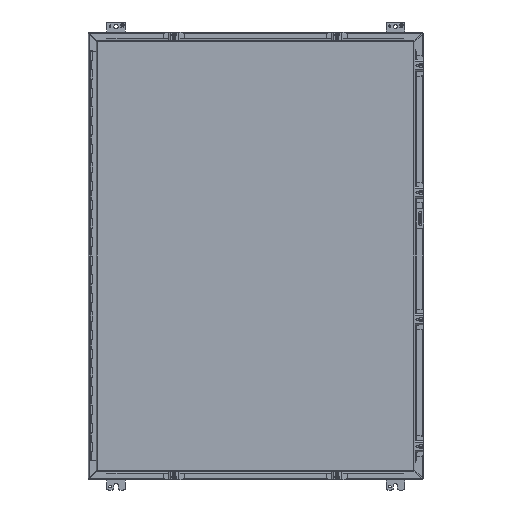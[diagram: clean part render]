
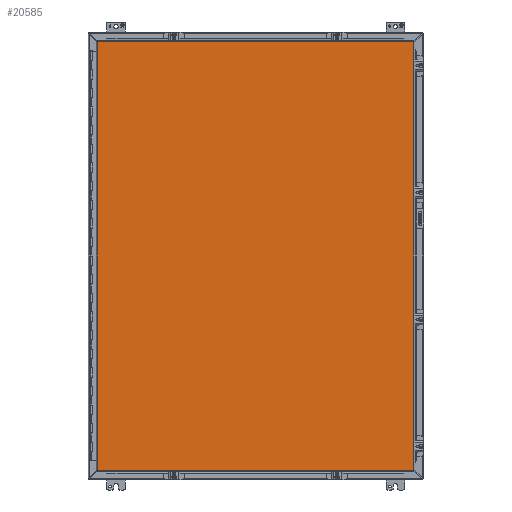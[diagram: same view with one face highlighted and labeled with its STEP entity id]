
A CAD part, front view. The second image highlights one B-rep face of the part: STEP entity #20585.
In plain terms, the highlighted planar face has unit normal (0, -1, 0).
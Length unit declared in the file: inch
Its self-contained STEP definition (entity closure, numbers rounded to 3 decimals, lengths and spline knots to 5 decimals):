
#3120 = VERTEX_POINT ( 'NONE', #23195 ) ;
#4167 = DIRECTION ( 'NONE',  ( 0., 0., -1. ) ) ;
#14755 = FACE_OUTER_BOUND ( 'NONE', #50956, .T. ) ;
#15065 = ORIENTED_EDGE ( 'NONE', *, *, #43413, .F. ) ;
#15236 = CARTESIAN_POINT ( 'NONE',  ( 16.955, -9.21, -22.9945 ) ) ;
#15935 = DIRECTION ( 'NONE',  ( 0., 0., 1. ) ) ;
#20585 = ADVANCED_FACE ( 'NONE', ( #14755 ), #38068, .T. ) ;
#20880 = CARTESIAN_POINT ( 'NONE',  ( -17.017, -9.21, -22.9945 ) ) ;
#22385 = LINE ( 'NONE', #20880, #56871 ) ;
#23195 = CARTESIAN_POINT ( 'NONE',  ( 16.955, -9.21, 22.9945 ) ) ;
#24926 = ORIENTED_EDGE ( 'NONE', *, *, #43368, .F. ) ;
#25815 = VECTOR ( 'NONE', #70555, 39.37008 ) ;
#31609 = ORIENTED_EDGE ( 'NONE', *, *, #35303, .F. ) ;
#32808 = DIRECTION ( 'NONE',  ( -1., 0., 0. ) ) ;
#35303 = EDGE_CURVE ( 'NONE', #57737, #57783, #22385, .T. ) ;
#37317 = DIRECTION ( 'NONE',  ( 0., 0., -1. ) ) ;
#37702 = DIRECTION ( 'NONE',  ( 0., -1., 0. ) ) ;
#38068 = PLANE ( 'NONE',  #44802 ) ;
#40102 = LINE ( 'NONE', #50412, #55162 ) ;
#41513 = CARTESIAN_POINT ( 'NONE',  ( -17.017, -9.21, 22.9945 ) ) ;
#43368 = EDGE_CURVE ( 'NONE', #3120, #67524, #40102, .T. ) ;
#43413 = EDGE_CURVE ( 'NONE', #57783, #3120, #47600, .T. ) ;
#44802 = AXIS2_PLACEMENT_3D ( 'NONE', #60267, #37702, #37317 ) ;
#47405 = ORIENTED_EDGE ( 'NONE', *, *, #54584, .F. ) ;
#47600 = LINE ( 'NONE', #41513, #25815 ) ;
#50412 = CARTESIAN_POINT ( 'NONE',  ( 16.955, -9.21, 22.9945 ) ) ;
#50956 = EDGE_LOOP ( 'NONE', ( #24926, #15065, #31609, #47405 ) ) ;
#54584 = EDGE_CURVE ( 'NONE', #67524, #57737, #67597, .T. ) ;
#55162 = VECTOR ( 'NONE', #4167, 39.37008 ) ;
#56871 = VECTOR ( 'NONE', #15935, 39.37008 ) ;
#57237 = VECTOR ( 'NONE', #32808, 39.37008 ) ;
#57737 = VERTEX_POINT ( 'NONE', #72950 ) ;
#57783 = VERTEX_POINT ( 'NONE', #70599 ) ;
#60267 = CARTESIAN_POINT ( 'NONE',  ( -17.017, -9.21, -22.9945 ) ) ;
#67524 = VERTEX_POINT ( 'NONE', #69513 ) ;
#67597 = LINE ( 'NONE', #15236, #57237 ) ;
#69513 = CARTESIAN_POINT ( 'NONE',  ( 16.955, -9.21, -22.9945 ) ) ;
#70555 = DIRECTION ( 'NONE',  ( 1., 0., 0. ) ) ;
#70599 = CARTESIAN_POINT ( 'NONE',  ( -17.017, -9.21, 22.9945 ) ) ;
#72950 = CARTESIAN_POINT ( 'NONE',  ( -17.017, -9.21, -22.9945 ) ) ;
